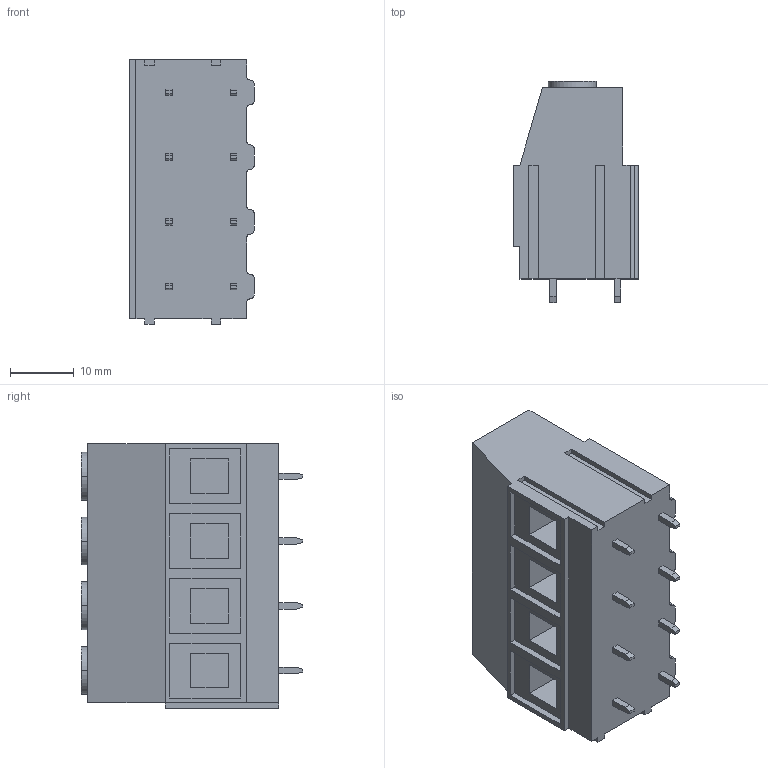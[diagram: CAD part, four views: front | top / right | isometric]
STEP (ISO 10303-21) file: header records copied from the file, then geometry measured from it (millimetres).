
FILE_DESCRIPTION (( 'STEP AP203' ), '1' );
FILE_NAME ('MODÜLER BASKILI DEVRE KLEMENSI - 10,16 MM 4 li.STEP', '2018-10-02T13:17:32', ( 'user' ), ( '' ), 'SwSTEP 2.0', 'SolidWorks 2016', '' );
FILE_SCHEMA (( 'CONFIG_CONTROL_DESIGN' ));
Length unit declared in the file: millimetre
Products named in the file (1): MODÜLER BASKILI DEVRE KLEMENSI - 10,16 MM  4 li
Bounding box: 19.5 x 34.75 x 41.44 mm (x, y, z)
Volume: 18323.5 mm3; surface area: 6848.1 mm2
Topology: 1 solids, 1 shells, 188 faces, 486 edges, 324 vertices
Faces by surface type: plane 156, cylinder 32
Entity records: 5767 total; most frequent: CARTESIAN_POINT 999, ORIENTED_EDGE 972, DIRECTION 944, EDGE_CURVE 486, VECTOR 406, LINE 406, VERTEX_POINT 324, AXIS2_PLACEMENT_3D 269
